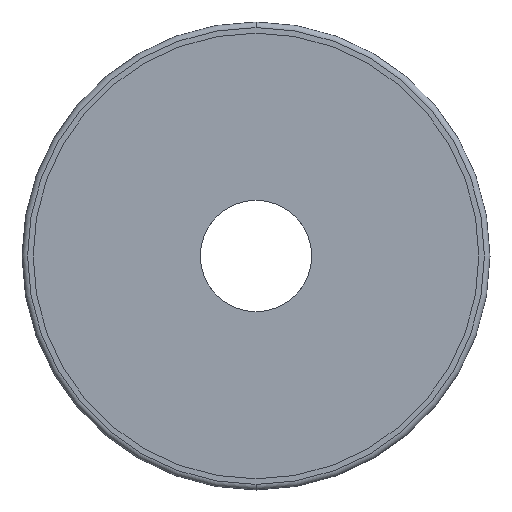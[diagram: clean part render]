
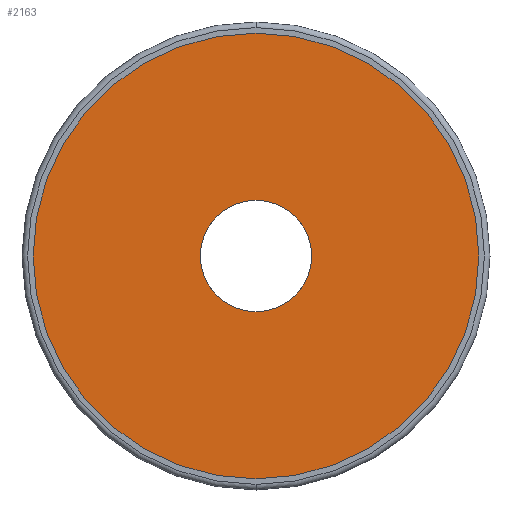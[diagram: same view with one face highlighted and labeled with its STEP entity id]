
A CAD part, front view. The second image highlights one B-rep face of the part: STEP entity #2163.
In plain terms, the highlighted planar face has unit normal (0, -1, 0).
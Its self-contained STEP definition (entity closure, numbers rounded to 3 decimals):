
#70 = CARTESIAN_POINT ( 'NONE',  ( 0., 0., 0. ) ) ;
#128 = DIRECTION ( 'NONE',  ( 0., -1., 0. ) ) ;
#323 = AXIS2_PLACEMENT_3D ( 'NONE', #1446, #1832, #3182 ) ;
#445 = FACE_BOUND ( 'NONE', #1627, .T. ) ;
#467 = DIRECTION ( 'NONE',  ( 0., 0., -1. ) ) ;
#502 = VERTEX_POINT ( 'NONE', #605 ) ;
#605 = CARTESIAN_POINT ( 'NONE',  ( 0., 0., 5. ) ) ;
#742 = FACE_OUTER_BOUND ( 'NONE', #2248, .T. ) ;
#895 = ORIENTED_EDGE ( 'NONE', *, *, #1551, .T. ) ;
#941 = VERTEX_POINT ( 'NONE', #2655 ) ;
#998 = CARTESIAN_POINT ( 'NONE',  ( 0., 0., 0. ) ) ;
#1023 = VERTEX_POINT ( 'NONE', #3739 ) ;
#1185 = CIRCLE ( 'NONE', #2482, 20. ) ;
#1360 = DIRECTION ( 'NONE',  ( 0., 0., -1. ) ) ;
#1443 = DIRECTION ( 'NONE',  ( 0., 0., -1. ) ) ;
#1446 = CARTESIAN_POINT ( 'NONE',  ( 0., 0., 0. ) ) ;
#1506 = AXIS2_PLACEMENT_3D ( 'NONE', #998, #2058, #1360 ) ;
#1551 = EDGE_CURVE ( 'NONE', #2169, #1023, #1185, .T. ) ;
#1566 = EDGE_CURVE ( 'NONE', #1023, #2169, #4206, .T. ) ;
#1585 = CIRCLE ( 'NONE', #1506, 5. ) ;
#1627 = EDGE_LOOP ( 'NONE', ( #2203, #4024 ) ) ;
#1785 = DIRECTION ( 'NONE',  ( 0., -1., 0. ) ) ;
#1832 = DIRECTION ( 'NONE',  ( 0., -1., 0. ) ) ;
#1852 = DIRECTION ( 'NONE',  ( 0., 0., -1. ) ) ;
#1869 = CARTESIAN_POINT ( 'NONE',  ( 0., 0., 0. ) ) ;
#1908 = AXIS2_PLACEMENT_3D ( 'NONE', #2114, #1785, #1443 ) ;
#2058 = DIRECTION ( 'NONE',  ( 0., -1., 0. ) ) ;
#2114 = CARTESIAN_POINT ( 'NONE',  ( 20., 0., 0. ) ) ;
#2163 = ADVANCED_FACE ( 'NONE', ( #742, #445 ), #3852, .T. ) ;
#2169 = VERTEX_POINT ( 'NONE', #4235 ) ;
#2203 = ORIENTED_EDGE ( 'NONE', *, *, #3623, .F. ) ;
#2248 = EDGE_LOOP ( 'NONE', ( #895, #3245 ) ) ;
#2482 = AXIS2_PLACEMENT_3D ( 'NONE', #70, #2808, #1852 ) ;
#2655 = CARTESIAN_POINT ( 'NONE',  ( 0., 0., -5. ) ) ;
#2808 = DIRECTION ( 'NONE',  ( 0., -1., 0. ) ) ;
#3182 = DIRECTION ( 'NONE',  ( 0., 0., -1. ) ) ;
#3245 = ORIENTED_EDGE ( 'NONE', *, *, #1566, .T. ) ;
#3623 = EDGE_CURVE ( 'NONE', #941, #502, #3730, .T. ) ;
#3730 = CIRCLE ( 'NONE', #3946, 5. ) ;
#3739 = CARTESIAN_POINT ( 'NONE',  ( 0., 0., 20. ) ) ;
#3852 = PLANE ( 'NONE',  #1908 ) ;
#3946 = AXIS2_PLACEMENT_3D ( 'NONE', #1869, #128, #467 ) ;
#4024 = ORIENTED_EDGE ( 'NONE', *, *, #4460, .F. ) ;
#4206 = CIRCLE ( 'NONE', #323, 20. ) ;
#4235 = CARTESIAN_POINT ( 'NONE',  ( 0., 0., -20. ) ) ;
#4460 = EDGE_CURVE ( 'NONE', #502, #941, #1585, .T. ) ;
